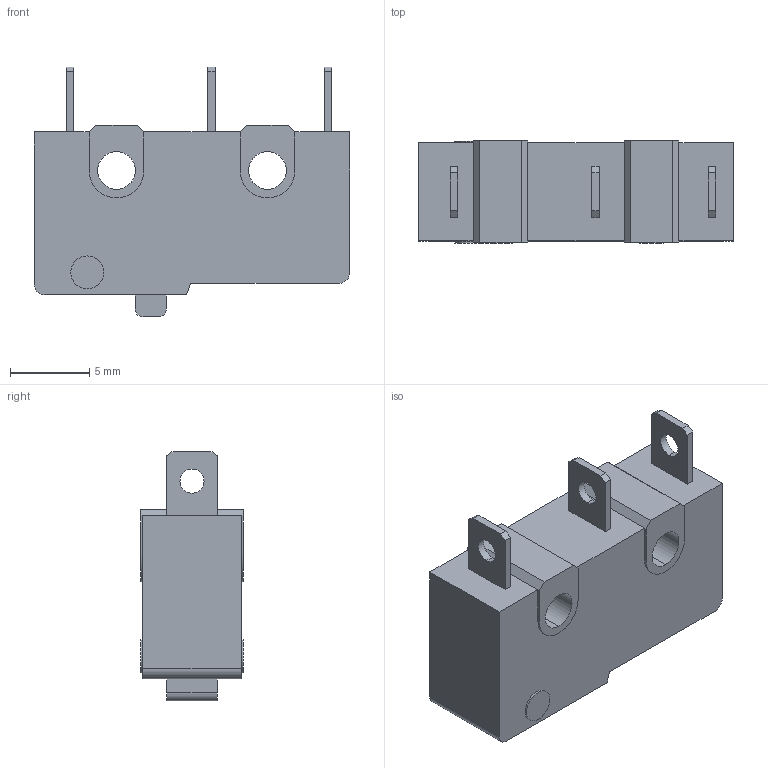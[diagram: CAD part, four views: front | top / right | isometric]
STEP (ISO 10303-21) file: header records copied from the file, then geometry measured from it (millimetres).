
FILE_DESCRIPTION (( 'STEP AP203' ), '1' );
FILE_NAME ('605628.STEP', '2014-11-14T16:56:40', ( 'Kyle' ), ( 'Microsoft' ), 'SwSTEP 2.0', 'SolidWorks 2014', '' );
FILE_SCHEMA (( 'CONFIG_CONTROL_DESIGN' ));
Length unit declared in the file: inch
Products named in the file (1): 605628
Bounding box: 19.89 x 6.44 x 15.76 mm (x, y, z)
Volume: 1211.7 mm3; surface area: 958.6 mm2
Topology: 1 solids, 1 shells, 78 faces, 202 edges, 132 vertices
Faces by surface type: plane 56, cylinder 22
Entity records: 2465 total; most frequent: CARTESIAN_POINT 413, ORIENTED_EDGE 404, DIRECTION 404, EDGE_CURVE 202, VECTOR 158, LINE 158, VERTEX_POINT 132, AXIS2_PLACEMENT_3D 123
